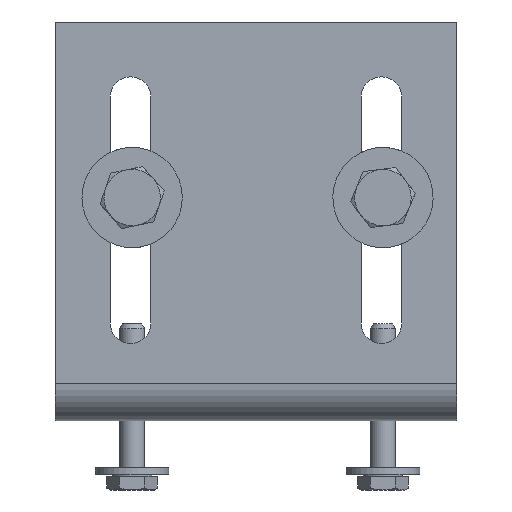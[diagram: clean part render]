
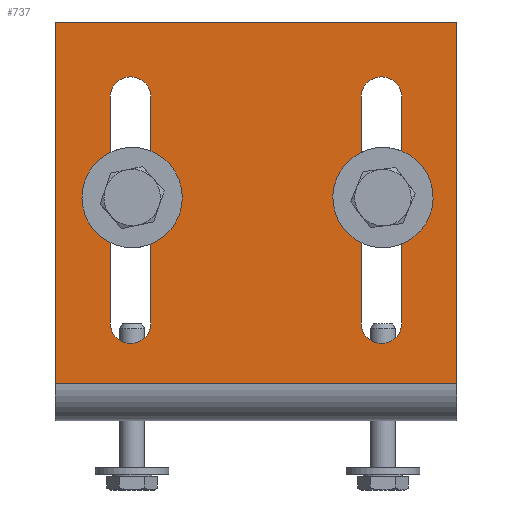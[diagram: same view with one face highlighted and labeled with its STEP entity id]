
A CAD part, left-side view. The second image highlights one B-rep face of the part: STEP entity #737.
In plain terms, the highlighted planar face has unit normal (-1, 0, 0).
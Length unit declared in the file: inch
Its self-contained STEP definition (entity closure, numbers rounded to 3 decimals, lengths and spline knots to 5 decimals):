
#124=CARTESIAN_POINT('',(-1.03844,2.,0.1875));
#125=VERTEX_POINT('',#124);
#168=CARTESIAN_POINT('',(-1.03844,-2.,0.1875));
#169=VERTEX_POINT('',#168);
#209=CARTESIAN_POINT('',(-1.03844,2.,0.1875));
#210=DIRECTION('',(0.0,-1.0,0.0));
#211=VECTOR('',#210,4.0);
#212=LINE('',#209,#211);
#213=EDGE_CURVE('',#125,#169,#212,.T.);
#635=CARTESIAN_POINT('',(-1.03844,-1.,-0.90006));
#636=DIRECTION('',(1.0,0.0,0.0));
#637=DIRECTION('',(0.0,0.0,-1.0));
#638=AXIS2_PLACEMENT_3D('',#635,#636,#637);
#639=PLANE('',#638);
#640=ORIENTED_EDGE('',*,*,#213,.T.);
#641=CARTESIAN_POINT('',(-1.03844,-2.,3.78744));
#642=VERTEX_POINT('',#641);
#643=CARTESIAN_POINT('',(-1.03844,-2.,3.78744));
#644=DIRECTION('',(0.0,0.0,-1.0));
#645=VECTOR('',#644,3.59994);
#646=LINE('',#643,#645);
#647=EDGE_CURVE('',#642,#169,#646,.T.);
#648=ORIENTED_EDGE('',*,*,#647,.F.);
#649=CARTESIAN_POINT('',(-1.03844,2.,3.78744));
#650=VERTEX_POINT('',#649);
#651=CARTESIAN_POINT('',(-1.03844,2.,3.78744));
#652=DIRECTION('',(0.0,-1.0,0.0));
#653=VECTOR('',#652,4.0);
#654=LINE('',#651,#653);
#655=EDGE_CURVE('',#650,#642,#654,.T.);
#656=ORIENTED_EDGE('',*,*,#655,.F.);
#657=CARTESIAN_POINT('',(-1.03844,2.,0.1875));
#658=DIRECTION('',(0.0,0.0,1.0));
#659=VECTOR('',#658,3.59994);
#660=LINE('',#657,#659);
#661=EDGE_CURVE('',#125,#650,#660,.T.);
#662=ORIENTED_EDGE('',*,*,#661,.F.);
#663=EDGE_LOOP('',(#640,#648,#656,#662));
#664=FACE_OUTER_BOUND('',#663,.T.);
#665=CARTESIAN_POINT('',(-1.03844,1.453,3.03744));
#666=VERTEX_POINT('',#665);
#667=CARTESIAN_POINT('',(-1.03844,1.047,3.03744));
#668=VERTEX_POINT('',#667);
#669=CARTESIAN_POINT('',(-1.03844,1.25,3.03744));
#670=DIRECTION('',(1.0,0.0,0.0));
#671=DIRECTION('',(0.0,-1.0,0.0));
#672=AXIS2_PLACEMENT_3D('',#669,#670,#671);
#673=CIRCLE('',#672,0.203);
#674=EDGE_CURVE('',#666,#668,#673,.T.);
#675=ORIENTED_EDGE('',*,*,#674,.T.);
#676=CARTESIAN_POINT('',(-1.03844,1.047,0.78744));
#677=VERTEX_POINT('',#676);
#678=CARTESIAN_POINT('',(-1.03844,1.047,3.03744));
#679=DIRECTION('',(0.0,0.0,-1.0));
#680=VECTOR('',#679,2.25);
#681=LINE('',#678,#680);
#682=EDGE_CURVE('',#668,#677,#681,.T.);
#683=ORIENTED_EDGE('',*,*,#682,.T.);
#684=CARTESIAN_POINT('',(-1.03844,1.453,0.78744));
#685=VERTEX_POINT('',#684);
#686=CARTESIAN_POINT('',(-1.03844,1.25,0.78744));
#687=DIRECTION('',(1.0,0.0,0.0));
#688=DIRECTION('',(0.0,1.0,0.0));
#689=AXIS2_PLACEMENT_3D('',#686,#687,#688);
#690=CIRCLE('',#689,0.203);
#691=EDGE_CURVE('',#677,#685,#690,.T.);
#692=ORIENTED_EDGE('',*,*,#691,.T.);
#693=CARTESIAN_POINT('',(-1.03844,1.453,0.78744));
#694=DIRECTION('',(0.0,0.0,1.0));
#695=VECTOR('',#694,2.25);
#696=LINE('',#693,#695);
#697=EDGE_CURVE('',#685,#666,#696,.T.);
#698=ORIENTED_EDGE('',*,*,#697,.T.);
#699=EDGE_LOOP('',(#675,#683,#692,#698));
#700=FACE_BOUND('',#699,.T.);
#701=CARTESIAN_POINT('',(-1.03844,-1.453,0.78744));
#702=VERTEX_POINT('',#701);
#703=CARTESIAN_POINT('',(-1.03844,-1.047,0.78744));
#704=VERTEX_POINT('',#703);
#705=CARTESIAN_POINT('',(-1.03844,-1.25,0.78744));
#706=DIRECTION('',(1.0,0.0,0.0));
#707=DIRECTION('',(0.0,1.0,0.0));
#708=AXIS2_PLACEMENT_3D('',#705,#706,#707);
#709=CIRCLE('',#708,0.203);
#710=EDGE_CURVE('',#702,#704,#709,.T.);
#711=ORIENTED_EDGE('',*,*,#710,.T.);
#712=CARTESIAN_POINT('',(-1.03844,-1.047,3.03744));
#713=VERTEX_POINT('',#712);
#714=CARTESIAN_POINT('',(-1.03844,-1.047,0.78744));
#715=DIRECTION('',(0.0,0.0,1.0));
#716=VECTOR('',#715,2.25);
#717=LINE('',#714,#716);
#718=EDGE_CURVE('',#704,#713,#717,.T.);
#719=ORIENTED_EDGE('',*,*,#718,.T.);
#720=CARTESIAN_POINT('',(-1.03844,-1.453,3.03744));
#721=VERTEX_POINT('',#720);
#722=CARTESIAN_POINT('',(-1.03844,-1.25,3.03744));
#723=DIRECTION('',(1.0,0.0,0.0));
#724=DIRECTION('',(0.0,-1.0,0.0));
#725=AXIS2_PLACEMENT_3D('',#722,#723,#724);
#726=CIRCLE('',#725,0.203);
#727=EDGE_CURVE('',#713,#721,#726,.T.);
#728=ORIENTED_EDGE('',*,*,#727,.T.);
#729=CARTESIAN_POINT('',(-1.03844,-1.453,3.03744));
#730=DIRECTION('',(0.0,0.0,-1.0));
#731=VECTOR('',#730,2.25);
#732=LINE('',#729,#731);
#733=EDGE_CURVE('',#721,#702,#732,.T.);
#734=ORIENTED_EDGE('',*,*,#733,.T.);
#735=EDGE_LOOP('',(#711,#719,#728,#734));
#736=FACE_BOUND('',#735,.T.);
#737=ADVANCED_FACE('',(#664,#700,#736),#639,.F.);
